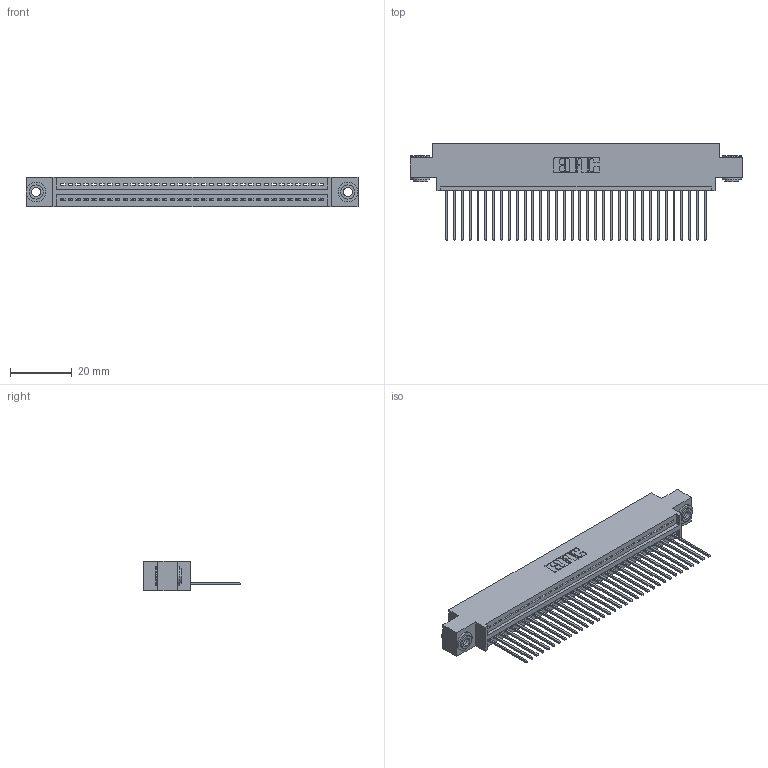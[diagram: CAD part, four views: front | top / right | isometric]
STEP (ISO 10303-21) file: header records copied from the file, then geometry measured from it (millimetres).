
FILE_DESCRIPTION (( 'STEP AP203' ), '1' );
FILE_NAME ('395-034-542-603.STEP', '2019-10-19T18:01:59', ( '' ), ( '' ), 'SwSTEP 2.0', 'SolidWorks 2016', '' );
FILE_SCHEMA (( 'CONFIG_CONTROL_DESIGN' ));
Length unit declared in the file: inch
Products named in the file (4): 345-250-002_345-250-002-102; 395-034-542-603; 345-292-001_345-293-142; 345 Part_0.170 Offset - 0.156 Dia-TH
Assembly tree (37 placements, depth 2):
  395-034-542-603
    345 Part_0.170 Offset - 0.156 Dia-TH
    345-292-001_345-293-142  x34
    345-250-002_345-250-002-102  x2
Bounding box: 107.57 x 31.29 x 9.4 mm (x, y, z)
Volume: 10133.1 mm3; surface area: 14176.7 mm2
Topology: 37 solids, 37 shells, 2140 faces, 6413 edges, 4226 vertices
Faces by surface type: plane 1454, cylinder 678, cone 8
Entity records: 27466 total; most frequent: CARTESIAN_POINT 4737, ORIENTED_EDGE 4698, DIRECTION 4179, EDGE_CURVE 2349, LINE 2057, VECTOR 2057, VERTEX_POINT 1562, AXIS2_PLACEMENT_3D 1061
